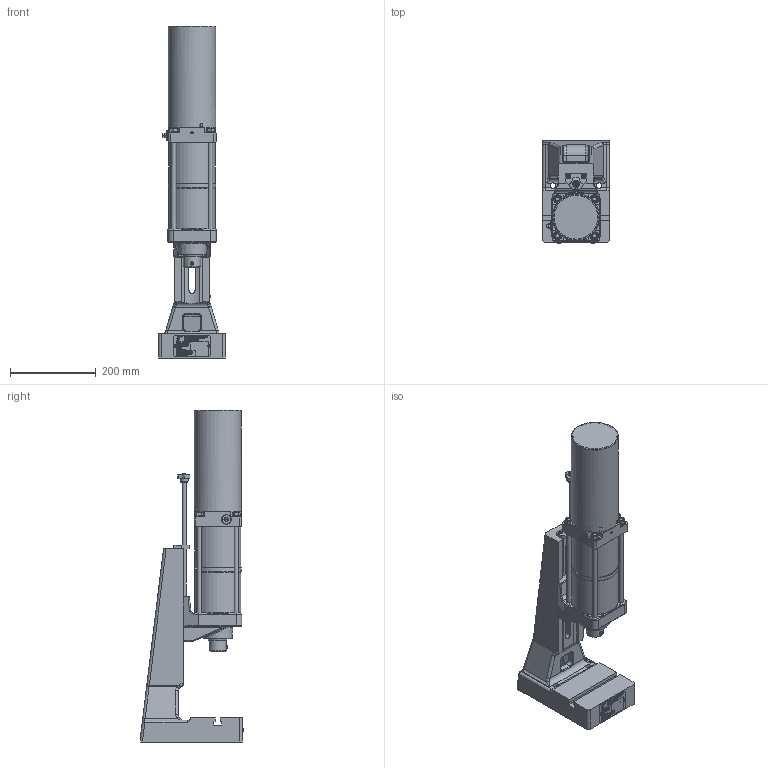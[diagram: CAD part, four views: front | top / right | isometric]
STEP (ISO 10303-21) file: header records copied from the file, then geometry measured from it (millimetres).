
FILE_DESCRIPTION(/* description */ ('Bausatz Ständer EP 750'),/* implementation_level */ '2;1');
FILE_NAME(/* name */ 'DRP_0850_060_080.stp',/* time_stamp */ '2017-08-02T07:06:54+02:00',/* author */ ('Finsterle'),/* organization */ (''),/* preprocessor_version */ 'ST-DEVELOPER v16.1',/* originating_system */ 'Autodesk Inventor 2016',/* authorisation */ '');
FILE_SCHEMA (('AUTOMOTIVE_DESIGN { 1 0 10303 214 3 1 1 }'));
Products named in the file (5): ENG-000029_V; ENG-000992-1_V; HBF-000760; ENG-000755; HBF-001011_V
Assembly tree (5 placements, depth 2):
  HBF-001011_V
    ENG-000029_V
    ENG-000992-1_V
    HBF-000760
    ENG-000755  x2
Bounding box: 156 x 237.8 x 773.43 mm (x, y, z)
Volume: 4417450.1 mm3; surface area: 898059.6 mm2
Topology: 6 solids, 6 shells, 6647 faces, 18062 edges, 11823 vertices
Faces by surface type: plane 4030, bspline 1965, cylinder 369, cone 133, torus 92, sphere 58
Full cylindrical faces by diameter (mm): 1 x1, 2 x1, 2.4 x1, 2.459 x2, 2.5 x2, 3 x9, 3.242 x2, 3.5 x2, 4 x3, 4.917 x2, 5 x3, 6.5 x2, 6.647 x1, 8 x9, 8.4 x1, 9.5 x1, 10 x6, 10.106 x1, 10.5 x8, 11 x2, 11.8 x2, 12 x6, 12.5 x3, 13 x4, 14.376 x1, 14.95 x3, 16 x1, 17.5 x2, 18 x3, 19.4 x1
Entity records: 227834 total; most frequent: CARTESIAN_POINT 68696, ORIENTED_EDGE 35214, DIRECTION 23947, EDGE_CURVE 17602, LINE 12415, VECTOR 12415, VERTEX_POINT 11721, EDGE_LOOP 7437
